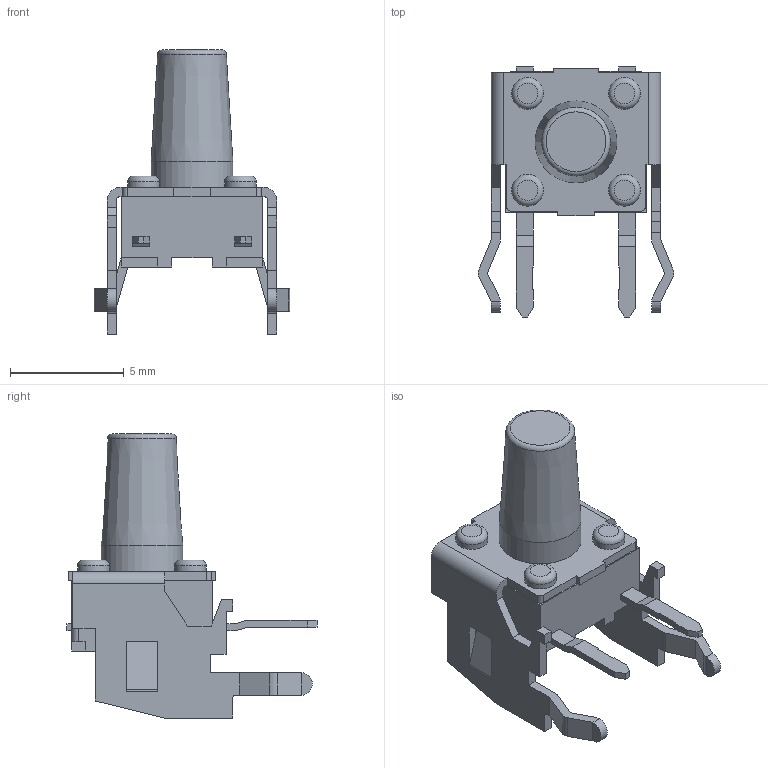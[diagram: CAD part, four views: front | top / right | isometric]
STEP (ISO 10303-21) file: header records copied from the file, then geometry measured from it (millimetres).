
FILE_DESCRIPTION(/* description */ (''),/* implementation_level */ '2;1');
FILE_NAME(/* name */ 'Knopkav2.step',/* time_stamp */ '2016-07-27T15:12:53+03:00',/* author */ (''),/* organization */ (''),/* preprocessor_version */ 'ST-DEVELOPER v16.5',/* originating_system */ 'Autodesk Translation Framework v5.1.0.3141',/* authorisation */ '');
FILE_SCHEMA (('AUTOMOTIVE_DESIGN { 1 0 10303 214 3 1 1 }'));
Length unit declared in the file: centimetre
Products named in the file (1): 28089 v2
Bounding box: 8.61 x 11 x 12.5 mm (x, y, z)
Volume: 211.6 mm3; surface area: 442.4 mm2
Topology: 1 solids, 1 shells, 229 faces, 620 edges, 405 vertices
Faces by surface type: plane 198, cylinder 25, torus 5, cone 1
Full cylindrical faces by diameter (mm): 1.4 x4, 3.6 x1
Entity records: 7055 total; most frequent: CARTESIAN_POINT 1234, ORIENTED_EDGE 1208, DIRECTION 1122, EDGE_CURVE 604, LINE 546, VECTOR 546, VERTEX_POINT 400, AXIS2_PLACEMENT_3D 288
